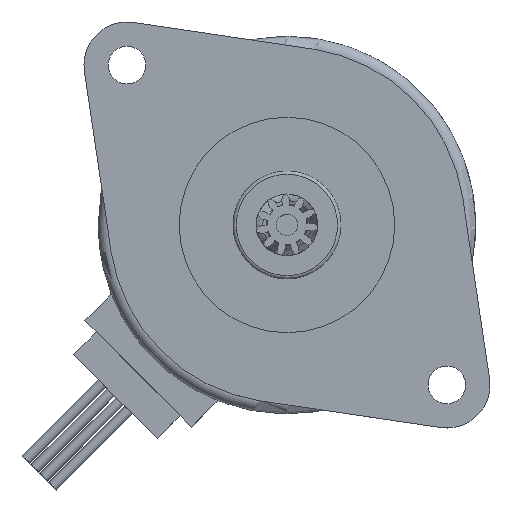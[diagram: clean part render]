
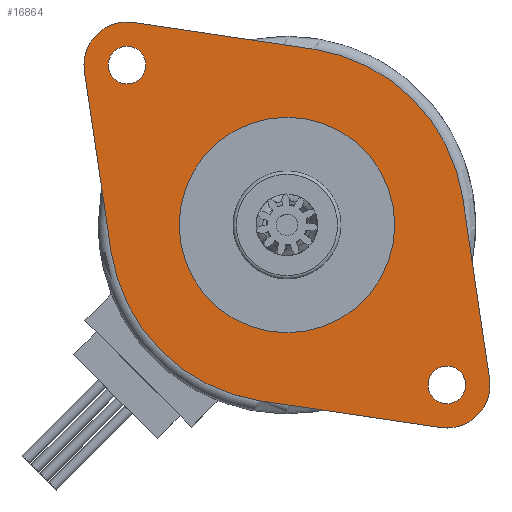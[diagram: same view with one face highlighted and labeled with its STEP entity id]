
A CAD part, top view. The second image highlights one B-rep face of the part: STEP entity #16864.
In plain terms, the highlighted planar face has unit normal (0, 0, 1).
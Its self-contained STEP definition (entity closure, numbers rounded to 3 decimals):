
#86=CIRCLE('',#17245,10.);
#88=CIRCLE('',#17249,16.5);
#89=CIRCLE('',#17250,4.);
#90=CIRCLE('',#17251,16.5);
#91=CIRCLE('',#17252,4.);
#92=CIRCLE('',#17253,1.74);
#93=CIRCLE('',#17254,1.74);
#258=FACE_BOUND('',#3864,.T.);
#259=FACE_BOUND('',#3865,.T.);
#260=FACE_BOUND('',#3866,.T.);
#2890=FACE_OUTER_BOUND('',#3863,.T.);
#3863=EDGE_LOOP('',(#15123,#15124,#15125,#15126,#15127,#15128,#15129,#15130));
#3864=EDGE_LOOP('',(#15131));
#3865=EDGE_LOOP('',(#15132));
#3866=EDGE_LOOP('',(#15133));
#5120=LINE('',#33277,#6325);
#5121=LINE('',#33281,#6326);
#5122=LINE('',#33285,#6327);
#5123=LINE('',#33289,#6328);
#6325=VECTOR('',#19041,10.);
#6326=VECTOR('',#19044,10.);
#6327=VECTOR('',#19047,10.);
#6328=VECTOR('',#19050,10.);
#7896=VERTEX_POINT('',#33268);
#7898=VERTEX_POINT('',#33275);
#7899=VERTEX_POINT('',#33276);
#7900=VERTEX_POINT('',#33278);
#7901=VERTEX_POINT('',#33280);
#7902=VERTEX_POINT('',#33282);
#7903=VERTEX_POINT('',#33284);
#7904=VERTEX_POINT('',#33286);
#7905=VERTEX_POINT('',#33288);
#7906=VERTEX_POINT('',#33291);
#7907=VERTEX_POINT('',#33293);
#10343=EDGE_CURVE('',#7896,#7896,#86,.T.);
#10346=EDGE_CURVE('',#7898,#7899,#5120,.T.);
#10347=EDGE_CURVE('',#7899,#7900,#88,.T.);
#10348=EDGE_CURVE('',#7900,#7901,#5121,.T.);
#10349=EDGE_CURVE('',#7901,#7902,#89,.T.);
#10350=EDGE_CURVE('',#7902,#7903,#5122,.T.);
#10351=EDGE_CURVE('',#7903,#7904,#90,.T.);
#10352=EDGE_CURVE('',#7904,#7905,#5123,.T.);
#10353=EDGE_CURVE('',#7905,#7898,#91,.T.);
#10354=EDGE_CURVE('',#7906,#7906,#92,.T.);
#10355=EDGE_CURVE('',#7907,#7907,#93,.T.);
#15123=ORIENTED_EDGE('',*,*,#10346,.T.);
#15124=ORIENTED_EDGE('',*,*,#10347,.T.);
#15125=ORIENTED_EDGE('',*,*,#10348,.T.);
#15126=ORIENTED_EDGE('',*,*,#10349,.T.);
#15127=ORIENTED_EDGE('',*,*,#10350,.T.);
#15128=ORIENTED_EDGE('',*,*,#10351,.T.);
#15129=ORIENTED_EDGE('',*,*,#10352,.T.);
#15130=ORIENTED_EDGE('',*,*,#10353,.T.);
#15131=ORIENTED_EDGE('',*,*,#10354,.T.);
#15132=ORIENTED_EDGE('',*,*,#10355,.T.);
#15133=ORIENTED_EDGE('',*,*,#10343,.T.);
#16046=PLANE('',#17248);
#16864=ADVANCED_FACE('',(#2890,#258,#259,#260),#16046,.T.);
#17245=AXIS2_PLACEMENT_3D('',#33269,#19032,#19033);
#17248=AXIS2_PLACEMENT_3D('',#33274,#19039,#19040);
#17249=AXIS2_PLACEMENT_3D('',#33279,#19042,#19043);
#17250=AXIS2_PLACEMENT_3D('',#33283,#19045,#19046);
#17251=AXIS2_PLACEMENT_3D('',#33287,#19048,#19049);
#17252=AXIS2_PLACEMENT_3D('',#33290,#19051,#19052);
#17253=AXIS2_PLACEMENT_3D('',#33292,#19053,#19054);
#17254=AXIS2_PLACEMENT_3D('',#33294,#19055,#19056);
#19032=DIRECTION('center_axis',(0.,0.,-1.));
#19033=DIRECTION('ref_axis',(-1.,0.,0.));
#19039=DIRECTION('center_axis',(0.,0.,1.));
#19040=DIRECTION('ref_axis',(-1.,0.,0.));
#19041=DIRECTION('',(-0.146,0.989,0.));
#19042=DIRECTION('center_axis',(0.,0.,1.));
#19043=DIRECTION('ref_axis',(-1.,0.,0.));
#19044=DIRECTION('',(-0.989,0.146,0.));
#19045=DIRECTION('center_axis',(0.,0.,1.));
#19046=DIRECTION('ref_axis',(-1.,0.,0.));
#19047=DIRECTION('',(0.146,-0.989,0.));
#19048=DIRECTION('center_axis',(0.,0.,1.));
#19049=DIRECTION('ref_axis',(-1.,0.,0.));
#19050=DIRECTION('',(0.989,-0.146,0.));
#19051=DIRECTION('center_axis',(0.,0.,1.));
#19052=DIRECTION('ref_axis',(-1.,0.,0.));
#19053=DIRECTION('center_axis',(0.,0.,-1.));
#19054=DIRECTION('ref_axis',(-1.,0.,0.));
#19055=DIRECTION('center_axis',(0.,0.,-1.));
#19056=DIRECTION('ref_axis',(-1.,0.,0.));
#33268=CARTESIAN_POINT('',(10.,0.,8.42));
#33269=CARTESIAN_POINT('Origin',(0.,0.,8.42));
#33274=CARTESIAN_POINT('Origin',(0.,0.,8.42));
#33275=CARTESIAN_POINT('',(18.788,-14.246,8.42));
#33276=CARTESIAN_POINT('',(16.322,2.416,8.42));
#33277=CARTESIAN_POINT('',(18.788,-14.246,8.42));
#33278=CARTESIAN_POINT('',(2.416,16.322,8.42));
#33279=CARTESIAN_POINT('Origin',(0.,0.,8.42));
#33280=CARTESIAN_POINT('',(-14.246,18.788,8.42));
#33281=CARTESIAN_POINT('',(-14.246,18.788,8.42));
#33282=CARTESIAN_POINT('',(-18.788,14.246,8.42));
#33283=CARTESIAN_POINT('Origin',(-14.832,14.832,8.42));
#33284=CARTESIAN_POINT('',(-16.322,-2.416,8.42));
#33285=CARTESIAN_POINT('',(-18.788,14.246,8.42));
#33286=CARTESIAN_POINT('',(-2.416,-16.322,8.42));
#33287=CARTESIAN_POINT('Origin',(0.,0.,8.42));
#33288=CARTESIAN_POINT('',(14.246,-18.788,8.42));
#33289=CARTESIAN_POINT('',(14.246,-18.788,8.42));
#33290=CARTESIAN_POINT('Origin',(14.832,-14.832,8.42));
#33291=CARTESIAN_POINT('',(16.572,-14.832,8.42));
#33292=CARTESIAN_POINT('Origin',(14.832,-14.832,8.42));
#33293=CARTESIAN_POINT('',(-13.092,14.832,8.42));
#33294=CARTESIAN_POINT('Origin',(-14.832,14.832,8.42));
